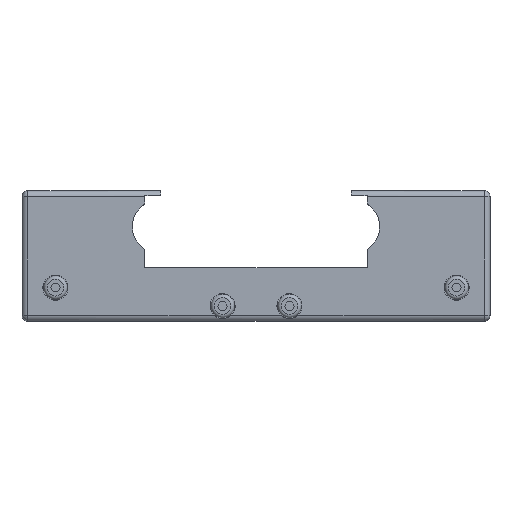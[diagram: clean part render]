
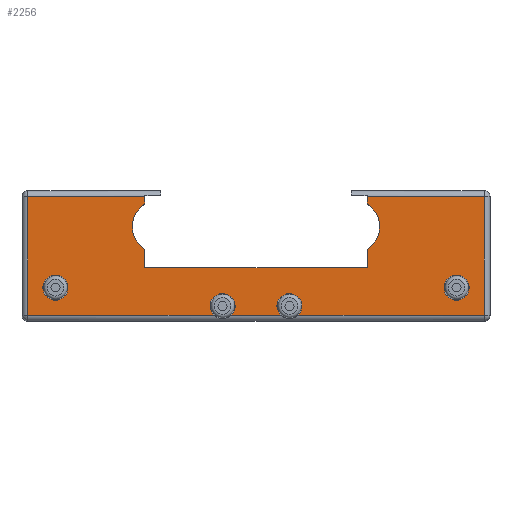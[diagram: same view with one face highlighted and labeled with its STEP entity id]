
A CAD part, top view. The second image highlights one B-rep face of the part: STEP entity #2256.
In plain terms, the highlighted planar face has unit normal (0, 0, 1).
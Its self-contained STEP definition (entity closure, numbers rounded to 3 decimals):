
#60=CARTESIAN_POINT('',(3.5,74.5,12.));
#61=VERTEX_POINT('',#60);
#86=CARTESIAN_POINT('',(276.5,74.5,12.));
#87=VERTEX_POINT('',#86);
#130=CARTESIAN_POINT('',(3.5,3.5,12.));
#131=VERTEX_POINT('',#130);
#156=CARTESIAN_POINT('',(276.5,3.5,12.));
#157=VERTEX_POINT('',#156);
#189=CARTESIAN_POINT('',(125.099,3.5,12.));
#190=VERTEX_POINT('',#189);
#191=CARTESIAN_POINT('',(114.901,3.5,12.));
#192=VERTEX_POINT('',#191);
#221=CARTESIAN_POINT('',(114.901,3.5,12.));
#222=DIRECTION('',(-1.0,0.0,0.0));
#223=VECTOR('',#222,111.401);
#224=LINE('',#221,#223);
#225=EDGE_CURVE('',#192,#131,#224,.T.);
#235=CARTESIAN_POINT('',(165.099,3.5,12.));
#236=VERTEX_POINT('',#235);
#237=CARTESIAN_POINT('',(276.5,3.5,12.));
#238=DIRECTION('',(-1.0,0.0,0.0));
#239=VECTOR('',#238,111.401);
#240=LINE('',#237,#239);
#241=EDGE_CURVE('',#157,#236,#240,.T.);
#243=CARTESIAN_POINT('',(154.901,3.5,12.));
#244=VERTEX_POINT('',#243);
#273=CARTESIAN_POINT('',(154.901,3.5,12.));
#274=DIRECTION('',(-1.0,0.0,0.0));
#275=VECTOR('',#274,29.802);
#276=LINE('',#273,#275);
#277=EDGE_CURVE('',#244,#190,#276,.T.);
#327=CARTESIAN_POINT('',(276.5,74.5,12.));
#328=DIRECTION('',(0.0,-1.0,0.0));
#329=VECTOR('',#328,71.);
#330=LINE('',#327,#329);
#331=EDGE_CURVE('',#87,#157,#330,.T.);
#381=CARTESIAN_POINT('',(3.5,3.5,12.));
#382=DIRECTION('',(0.0,1.0,0.0));
#383=VECTOR('',#382,71.);
#384=LINE('',#381,#383);
#385=EDGE_CURVE('',#131,#61,#384,.T.);
#429=CARTESIAN_POINT('',(206.5,74.5,12.));
#430=VERTEX_POINT('',#429);
#438=CARTESIAN_POINT('',(206.5,74.5,12.));
#439=DIRECTION('',(1.0,0.0,0.0));
#440=VECTOR('',#439,70.0);
#441=LINE('',#438,#440);
#442=EDGE_CURVE('',#430,#87,#441,.T.);
#526=CARTESIAN_POINT('',(73.5,74.5,12.));
#527=VERTEX_POINT('',#526);
#528=CARTESIAN_POINT('',(3.5,74.5,12.));
#529=DIRECTION('',(1.0,0.0,0.0));
#530=VECTOR('',#529,70.0);
#531=LINE('',#528,#530);
#532=EDGE_CURVE('',#61,#527,#531,.T.);
#1805=CARTESIAN_POINT('',(167.5,9.,12.));
#1806=VERTEX_POINT('',#1805);
#1807=CARTESIAN_POINT('',(160.0,9.,12.));
#1808=DIRECTION('',(0.0,0.0,-1.0));
#1809=DIRECTION('',(-1.0,0.0,0.0));
#1810=AXIS2_PLACEMENT_3D('',#1807,#1808,#1809);
#1811=CIRCLE('',#1810,7.5);
#1812=EDGE_CURVE('',#1806,#236,#1811,.T.);
#1814=CARTESIAN_POINT('',(160.0,9.,12.));
#1815=DIRECTION('',(0.0,0.0,-1.0));
#1816=DIRECTION('',(-1.0,0.0,0.0));
#1817=AXIS2_PLACEMENT_3D('',#1814,#1815,#1816);
#1818=CIRCLE('',#1817,7.5);
#1819=EDGE_CURVE('',#244,#1806,#1818,.T.);
#1863=CARTESIAN_POINT('',(27.5,20.0,12.));
#1864=VERTEX_POINT('',#1863);
#1865=CARTESIAN_POINT('',(20.0,20.0,12.));
#1866=DIRECTION('',(0.0,0.0,-1.0));
#1867=DIRECTION('',(-1.0,0.0,0.0));
#1868=AXIS2_PLACEMENT_3D('',#1865,#1866,#1867);
#1869=CIRCLE('',#1868,7.5);
#1870=EDGE_CURVE('',#1864,#1864,#1869,.T.);
#1893=CARTESIAN_POINT('',(127.5,9.,12.));
#1894=VERTEX_POINT('',#1893);
#1895=CARTESIAN_POINT('',(120.0,9.,12.));
#1896=DIRECTION('',(0.0,0.0,-1.0));
#1897=DIRECTION('',(-1.0,0.0,0.0));
#1898=AXIS2_PLACEMENT_3D('',#1895,#1896,#1897);
#1899=CIRCLE('',#1898,7.5);
#1900=EDGE_CURVE('',#1894,#190,#1899,.T.);
#1902=CARTESIAN_POINT('',(120.0,9.,12.));
#1903=DIRECTION('',(0.0,0.0,-1.0));
#1904=DIRECTION('',(-1.0,0.0,0.0));
#1905=AXIS2_PLACEMENT_3D('',#1902,#1903,#1904);
#1906=CIRCLE('',#1905,7.5);
#1907=EDGE_CURVE('',#192,#1894,#1906,.T.);
#1951=CARTESIAN_POINT('',(267.5,20.0,12.));
#1952=VERTEX_POINT('',#1951);
#1953=CARTESIAN_POINT('',(260.0,20.0,12.));
#1954=DIRECTION('',(0.0,0.0,-1.0));
#1955=DIRECTION('',(-1.0,0.0,0.0));
#1956=AXIS2_PLACEMENT_3D('',#1953,#1954,#1955);
#1957=CIRCLE('',#1956,7.5);
#1958=EDGE_CURVE('',#1952,#1952,#1957,.T.);
#2032=CARTESIAN_POINT('',(73.5,70.055,12.));
#2033=VERTEX_POINT('',#2032);
#2034=CARTESIAN_POINT('',(73.5,74.5,12.));
#2035=DIRECTION('',(0.0,-1.0,0.0));
#2036=VECTOR('',#2035,4.445);
#2037=LINE('',#2034,#2036);
#2038=EDGE_CURVE('',#527,#2033,#2037,.T.);
#2056=CARTESIAN_POINT('',(73.5,42.945,12.));
#2057=VERTEX_POINT('',#2056);
#2058=CARTESIAN_POINT('',(82.,56.5,12.));
#2059=DIRECTION('',(0.0,0.0,1.0));
#2060=DIRECTION('',(0.531,-0.847,0.0));
#2061=AXIS2_PLACEMENT_3D('',#2058,#2059,#2060);
#2062=CIRCLE('',#2061,16.0);
#2063=EDGE_CURVE('',#2033,#2057,#2062,.T.);
#2081=CARTESIAN_POINT('',(73.5,31.85,12.));
#2082=VERTEX_POINT('',#2081);
#2083=CARTESIAN_POINT('',(73.5,42.945,12.));
#2084=DIRECTION('',(0.0,-1.0,0.0));
#2085=VECTOR('',#2084,11.095);
#2086=LINE('',#2083,#2085);
#2087=EDGE_CURVE('',#2057,#2082,#2086,.T.);
#2105=CARTESIAN_POINT('',(206.5,31.85,12.));
#2106=VERTEX_POINT('',#2105);
#2107=CARTESIAN_POINT('',(73.5,31.85,12.));
#2108=DIRECTION('',(1.0,0.0,0.0));
#2109=VECTOR('',#2108,133.);
#2110=LINE('',#2107,#2109);
#2111=EDGE_CURVE('',#2082,#2106,#2110,.T.);
#2129=CARTESIAN_POINT('',(206.5,42.945,12.));
#2130=VERTEX_POINT('',#2129);
#2131=CARTESIAN_POINT('',(206.5,31.85,12.));
#2132=DIRECTION('',(0.0,1.0,0.0));
#2133=VECTOR('',#2132,11.095);
#2134=LINE('',#2131,#2133);
#2135=EDGE_CURVE('',#2106,#2130,#2134,.T.);
#2153=CARTESIAN_POINT('',(206.5,70.055,12.));
#2154=VERTEX_POINT('',#2153);
#2155=CARTESIAN_POINT('',(198.,56.5,12.));
#2156=DIRECTION('',(0.0,0.0,1.));
#2157=DIRECTION('',(-0.531,0.847,0.0));
#2158=AXIS2_PLACEMENT_3D('',#2155,#2156,#2157);
#2159=CIRCLE('',#2158,16.);
#2160=EDGE_CURVE('',#2130,#2154,#2159,.T.);
#2187=CARTESIAN_POINT('',(206.5,70.055,12.));
#2188=DIRECTION('',(0.0,1.0,0.0));
#2189=VECTOR('',#2188,4.445);
#2190=LINE('',#2187,#2189);
#2191=EDGE_CURVE('',#2154,#430,#2190,.T.);
#2225=CARTESIAN_POINT('',(140.,35.428,12.));
#2226=DIRECTION('',(0.0,0.0,1.0));
#2227=DIRECTION('',(1.0,0.0,0.0));
#2228=AXIS2_PLACEMENT_3D('',#2225,#2226,#2227);
#2229=PLANE('',#2228);
#2230=ORIENTED_EDGE('',*,*,#442,.F.);
#2231=ORIENTED_EDGE('',*,*,#2191,.F.);
#2232=ORIENTED_EDGE('',*,*,#2160,.F.);
#2233=ORIENTED_EDGE('',*,*,#2135,.F.);
#2234=ORIENTED_EDGE('',*,*,#2111,.F.);
#2235=ORIENTED_EDGE('',*,*,#2087,.F.);
#2236=ORIENTED_EDGE('',*,*,#2063,.F.);
#2237=ORIENTED_EDGE('',*,*,#2038,.F.);
#2238=ORIENTED_EDGE('',*,*,#532,.F.);
#2239=ORIENTED_EDGE('',*,*,#385,.F.);
#2240=ORIENTED_EDGE('',*,*,#225,.F.);
#2241=ORIENTED_EDGE('',*,*,#1907,.T.);
#2242=ORIENTED_EDGE('',*,*,#1900,.T.);
#2243=ORIENTED_EDGE('',*,*,#277,.F.);
#2244=ORIENTED_EDGE('',*,*,#1819,.T.);
#2245=ORIENTED_EDGE('',*,*,#1812,.T.);
#2246=ORIENTED_EDGE('',*,*,#241,.F.);
#2247=ORIENTED_EDGE('',*,*,#331,.F.);
#2248=EDGE_LOOP('',(#2230,#2231,#2232,#2233,#2234,#2235,#2236,#2237,#2238,#2239,#2240,#2241,#2242,#2243,#2244,#2245,#2246,#2247));
#2249=FACE_OUTER_BOUND('',#2248,.T.);
#2250=ORIENTED_EDGE('',*,*,#1870,.T.);
#2251=EDGE_LOOP('',(#2250));
#2252=FACE_BOUND('',#2251,.T.);
#2253=ORIENTED_EDGE('',*,*,#1958,.T.);
#2254=EDGE_LOOP('',(#2253));
#2255=FACE_BOUND('',#2254,.T.);
#2256=ADVANCED_FACE('',(#2249,#2252,#2255),#2229,.T.);
